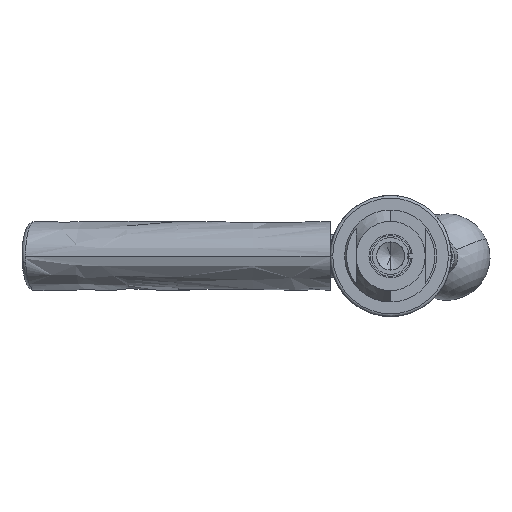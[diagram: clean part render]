
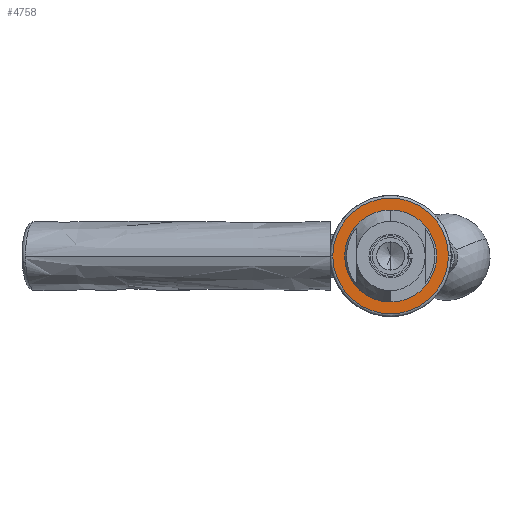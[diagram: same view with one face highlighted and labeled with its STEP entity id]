
A CAD part, left-side view. The second image highlights one B-rep face of the part: STEP entity #4758.
In plain terms, the highlighted planar face has unit normal (-1, 0, 0).
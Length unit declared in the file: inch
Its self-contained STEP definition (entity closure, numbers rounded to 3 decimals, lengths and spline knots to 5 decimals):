
#499 = FACE_BOUND ( 'NONE', #9144, .T. ) ;
#736 = AXIS2_PLACEMENT_3D ( 'NONE', #8274, #12203, #12296 ) ;
#1108 = DIRECTION ( 'NONE',  ( -1., 0., 0. ) ) ;
#1241 = EDGE_LOOP ( 'NONE', ( #1937, #3321 ) ) ;
#1817 = CIRCLE ( 'NONE', #736, 0.835 ) ;
#1937 = ORIENTED_EDGE ( 'NONE', *, *, #4423, .T. ) ;
#2158 = CARTESIAN_POINT ( 'NONE',  ( -3.915, 0.835, 0. ) ) ;
#3184 = AXIS2_PLACEMENT_3D ( 'NONE', #4942, #1108, #6338 ) ;
#3321 = ORIENTED_EDGE ( 'NONE', *, *, #5218, .T. ) ;
#3390 = CARTESIAN_POINT ( 'NONE',  ( -3.915, 0., 0. ) ) ;
#4039 = CIRCLE ( 'NONE', #3184, 0.4375 ) ;
#4423 = EDGE_CURVE ( 'NONE', #7279, #16819, #1817, .T. ) ;
#4758 = ADVANCED_FACE ( 'NONE', ( #499, #15318 ), #9785, .F. ) ;
#4942 = CARTESIAN_POINT ( 'NONE',  ( -3.915, 0., 0. ) ) ;
#5218 = EDGE_CURVE ( 'NONE', #16819, #7279, #15576, .T. ) ;
#6338 = DIRECTION ( 'NONE',  ( 0., 0., -1. ) ) ;
#6541 = CARTESIAN_POINT ( 'NONE',  ( -3.915, 0., 0. ) ) ;
#7279 = VERTEX_POINT ( 'NONE', #14946 ) ;
#8011 = AXIS2_PLACEMENT_3D ( 'NONE', #3390, #17153, #9188 ) ;
#8274 = CARTESIAN_POINT ( 'NONE',  ( -3.915, 0., 0. ) ) ;
#9144 = EDGE_LOOP ( 'NONE', ( #12535, #17192 ) ) ;
#9188 = DIRECTION ( 'NONE',  ( 0., -1., 0. ) ) ;
#9785 = PLANE ( 'NONE',  #10169 ) ;
#10005 = VERTEX_POINT ( 'NONE', #10025 ) ;
#10025 = CARTESIAN_POINT ( 'NONE',  ( -3.915, 0., 0.4375 ) ) ;
#10169 = AXIS2_PLACEMENT_3D ( 'NONE', #15653, #15498, #15827 ) ;
#10543 = DIRECTION ( 'NONE',  ( -1., 0., 0. ) ) ;
#10725 = EDGE_CURVE ( 'NONE', #13475, #10005, #4039, .T. ) ;
#11499 = DIRECTION ( 'NONE',  ( 0., 0., -1. ) ) ;
#12203 = DIRECTION ( 'NONE',  ( -1., 0., 0. ) ) ;
#12296 = DIRECTION ( 'NONE',  ( 0., -1., 0. ) ) ;
#12535 = ORIENTED_EDGE ( 'NONE', *, *, #10725, .F. ) ;
#12571 = CIRCLE ( 'NONE', #14534, 0.4375 ) ;
#13064 = CARTESIAN_POINT ( 'NONE',  ( -3.915, 0., -0.4375 ) ) ;
#13475 = VERTEX_POINT ( 'NONE', #13064 ) ;
#13983 = EDGE_CURVE ( 'NONE', #10005, #13475, #12571, .T. ) ;
#14534 = AXIS2_PLACEMENT_3D ( 'NONE', #6541, #10543, #11499 ) ;
#14946 = CARTESIAN_POINT ( 'NONE',  ( -3.915, -0.835, 0. ) ) ;
#15318 = FACE_OUTER_BOUND ( 'NONE', #1241, .T. ) ;
#15498 = DIRECTION ( 'NONE',  ( 1., 0., 0. ) ) ;
#15576 = CIRCLE ( 'NONE', #8011, 0.835 ) ;
#15653 = CARTESIAN_POINT ( 'NONE',  ( -3.915, -0.875, 0. ) ) ;
#15827 = DIRECTION ( 'NONE',  ( 0., -1., 0. ) ) ;
#16819 = VERTEX_POINT ( 'NONE', #2158 ) ;
#17153 = DIRECTION ( 'NONE',  ( -1., 0., 0. ) ) ;
#17192 = ORIENTED_EDGE ( 'NONE', *, *, #13983, .F. ) ;
